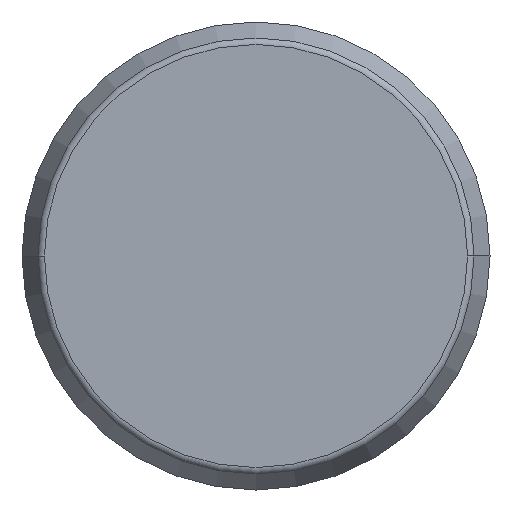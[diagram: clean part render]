
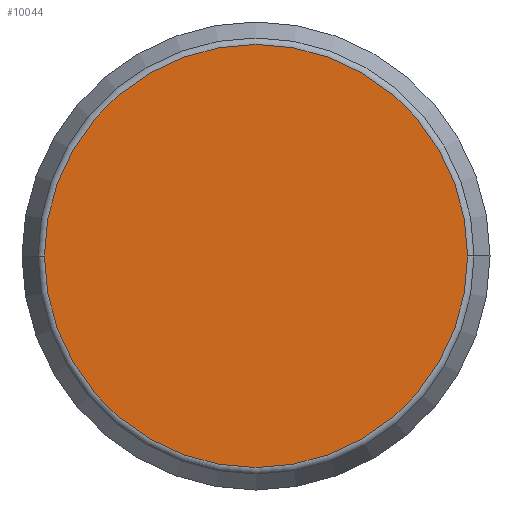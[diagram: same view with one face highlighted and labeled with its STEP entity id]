
A CAD part, front view. The second image highlights one B-rep face of the part: STEP entity #10044.
In plain terms, the highlighted planar face has unit normal (0, -1, 0).
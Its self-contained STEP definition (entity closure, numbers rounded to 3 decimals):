
#581 = DIRECTION ( 'NONE',  ( 0., 1., 0. ) ) ;
#1844 = DIRECTION ( 'NONE',  ( 0., 1., 0. ) ) ;
#2094 = CIRCLE ( 'NONE', #4707, 29.382 ) ;
#3127 = CARTESIAN_POINT ( 'NONE',  ( -29.382, 0., 0. ) ) ;
#3137 = CIRCLE ( 'NONE', #4312, 29.382 ) ;
#3407 = DIRECTION ( 'NONE',  ( -1., 0., 0. ) ) ;
#4312 = AXIS2_PLACEMENT_3D ( 'NONE', #10065, #1844, #11528 ) ;
#4707 = AXIS2_PLACEMENT_3D ( 'NONE', #4768, #581, #3407 ) ;
#4768 = CARTESIAN_POINT ( 'NONE',  ( 0., 0., 0. ) ) ;
#5591 = EDGE_LOOP ( 'NONE', ( #18035, #10078 ) ) ;
#5874 = AXIS2_PLACEMENT_3D ( 'NONE', #10561, #10475, #16047 ) ;
#10044 = ADVANCED_FACE ( 'NONE', ( #10381 ), #13120, .T. ) ;
#10065 = CARTESIAN_POINT ( 'NONE',  ( 0., 0., 0. ) ) ;
#10078 = ORIENTED_EDGE ( 'NONE', *, *, #10923, .F. ) ;
#10322 = CARTESIAN_POINT ( 'NONE',  ( 29.382, 0., 0. ) ) ;
#10381 = FACE_OUTER_BOUND ( 'NONE', #5591, .T. ) ;
#10475 = DIRECTION ( 'NONE',  ( 0., -1., 0. ) ) ;
#10561 = CARTESIAN_POINT ( 'NONE',  ( 0., 0., 0. ) ) ;
#10923 = EDGE_CURVE ( 'NONE', #11615, #14605, #2094, .T. ) ;
#11528 = DIRECTION ( 'NONE',  ( -1., 0., 0. ) ) ;
#11615 = VERTEX_POINT ( 'NONE', #10322 ) ;
#13120 = PLANE ( 'NONE',  #5874 ) ;
#14415 = EDGE_CURVE ( 'NONE', #14605, #11615, #3137, .T. ) ;
#14605 = VERTEX_POINT ( 'NONE', #3127 ) ;
#16047 = DIRECTION ( 'NONE',  ( 1., 0., 0. ) ) ;
#18035 = ORIENTED_EDGE ( 'NONE', *, *, #14415, .F. ) ;
